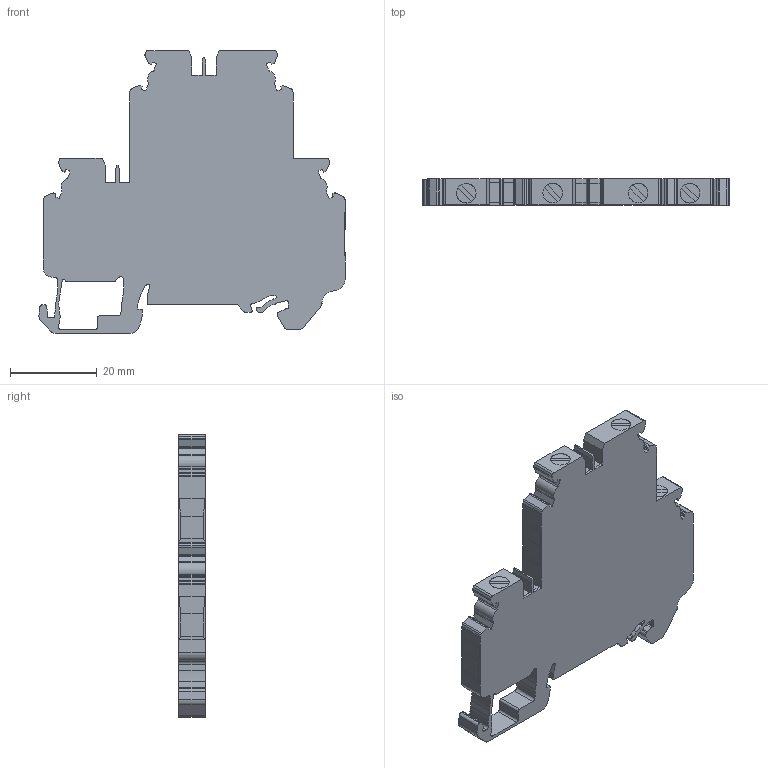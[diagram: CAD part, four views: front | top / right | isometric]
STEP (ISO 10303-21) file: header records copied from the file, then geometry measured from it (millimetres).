
FILE_DESCRIPTION(/* description */ ('Unknown'),/* implementation_level */ '2;1');
FILE_NAME(/* name */ 'CYDL4(I.S)',/* time_stamp */ '2019-07-17T10:20:22+06:00',/* author */ ('Unknown'),/* organization */ ('Unknown'),/* preprocessor_version */ 'ST-DEVELOPER v16.7',/* originating_system */ 'DEX',/* authorisation */ $);
FILE_SCHEMA (('AUTOMOTIVE_DESIGN {1 0 10303 214 3 1 1}'));
Length unit declared in the file: millimetre
Products named in the file (1): CYDL4(I.S)
Bounding box: 70.5 x 6 x 65.1 mm (x, y, z)
Volume: 18333.8 mm3; surface area: 8619.4 mm2
Topology: 1 solids, 1 shells, 350 faces, 1002 edges, 658 vertices
Faces by surface type: plane 228, cylinder 122
Full cylindrical faces by diameter (mm): 4.5 x4
Entity records: 13825 total; most frequent: CARTESIAN_POINT 1999, ORIENTED_EDGE 1988, DIRECTION 1952, EDGE_CURVE 994, LINE 738, VECTOR 738, VERTEX_POINT 654, AXIS2_PLACEMENT_3D 607
